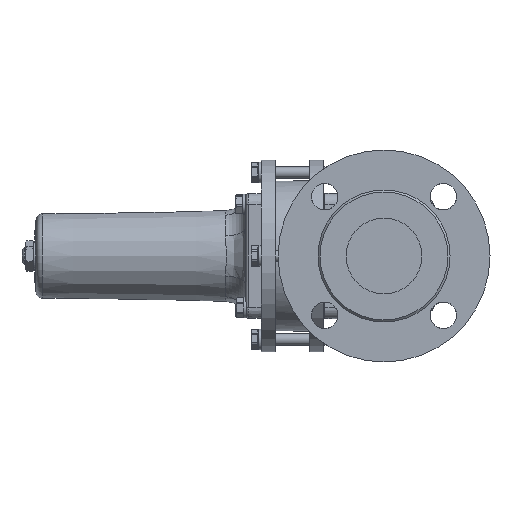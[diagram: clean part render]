
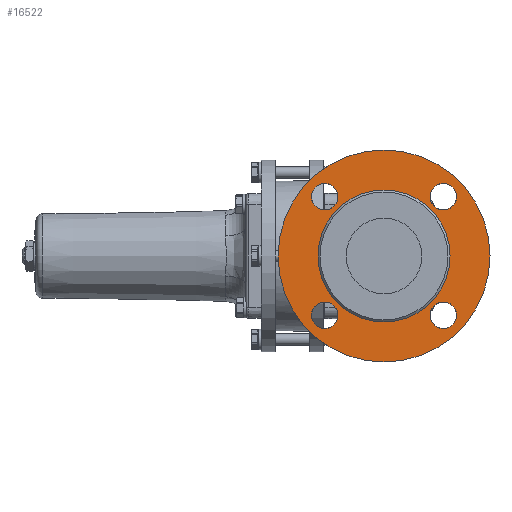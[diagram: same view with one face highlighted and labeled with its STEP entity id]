
A CAD part, left-side view. The second image highlights one B-rep face of the part: STEP entity #16522.
In plain terms, the highlighted planar face has unit normal (-1, 0, 0).
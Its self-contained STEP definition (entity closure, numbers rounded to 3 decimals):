
#577=FACE_BOUND('',#4429,.T.);
#578=FACE_BOUND('',#4430,.T.);
#579=FACE_BOUND('',#4431,.T.);
#580=FACE_BOUND('',#4432,.T.);
#581=FACE_BOUND('',#4433,.T.);
#861=PLANE('',#18037);
#3386=FACE_OUTER_BOUND('',#4428,.T.);
#4428=EDGE_LOOP('',(#14347));
#4429=EDGE_LOOP('',(#14348));
#4430=EDGE_LOOP('',(#14349));
#4431=EDGE_LOOP('',(#14350));
#4432=EDGE_LOOP('',(#14351));
#4433=EDGE_LOOP('',(#14352));
#5153=CIRCLE('',#18036,76.2);
#5154=CIRCLE('',#18038,9.55);
#5155=CIRCLE('',#18039,9.55);
#5156=CIRCLE('',#18040,9.55);
#5157=CIRCLE('',#18041,9.55);
#5158=CIRCLE('',#18042,47.45);
#7347=VERTEX_POINT('',#47181);
#7348=VERTEX_POINT('',#47185);
#7349=VERTEX_POINT('',#47187);
#7350=VERTEX_POINT('',#47189);
#7351=VERTEX_POINT('',#47191);
#7352=VERTEX_POINT('',#47193);
#9699=EDGE_CURVE('',#7347,#7347,#5153,.T.);
#9700=EDGE_CURVE('',#7348,#7348,#5154,.T.);
#9701=EDGE_CURVE('',#7349,#7349,#5155,.T.);
#9702=EDGE_CURVE('',#7350,#7350,#5156,.T.);
#9703=EDGE_CURVE('',#7351,#7351,#5157,.T.);
#9704=EDGE_CURVE('',#7352,#7352,#5158,.T.);
#14347=ORIENTED_EDGE('',*,*,#9699,.T.);
#14348=ORIENTED_EDGE('',*,*,#9700,.T.);
#14349=ORIENTED_EDGE('',*,*,#9701,.T.);
#14350=ORIENTED_EDGE('',*,*,#9702,.T.);
#14351=ORIENTED_EDGE('',*,*,#9703,.T.);
#14352=ORIENTED_EDGE('',*,*,#9704,.F.);
#16522=ADVANCED_FACE('',(#3386,#577,#578,#579,#580,#581),#861,.F.);
#18036=AXIS2_PLACEMENT_3D('',#47183,#21667,#21668);
#18037=AXIS2_PLACEMENT_3D('',#47184,#21669,#21670);
#18038=AXIS2_PLACEMENT_3D('',#47186,#21671,#21672);
#18039=AXIS2_PLACEMENT_3D('',#47188,#21673,#21674);
#18040=AXIS2_PLACEMENT_3D('',#47190,#21675,#21676);
#18041=AXIS2_PLACEMENT_3D('',#47192,#21677,#21678);
#18042=AXIS2_PLACEMENT_3D('',#47194,#21679,#21680);
#21667=DIRECTION('center_axis',(-1.,0.,0.));
#21668=DIRECTION('ref_axis',(0.,0.,
1.));
#21669=DIRECTION('center_axis',(1.,0.,0.));
#21670=DIRECTION('ref_axis',(0.,0.,
-1.));
#21671=DIRECTION('center_axis',(1.,0.,0.));
#21672=DIRECTION('ref_axis',(0.,1.,0.));
#21673=DIRECTION('center_axis',(1.,0.,0.));
#21674=DIRECTION('ref_axis',(0.,0.,
-1.));
#21675=DIRECTION('center_axis',(1.,0.,0.));
#21676=DIRECTION('ref_axis',(0.,-1.,0.));
#21677=DIRECTION('center_axis',(1.,0.,0.));
#21678=DIRECTION('ref_axis',(0.,0.,
1.));
#21679=DIRECTION('center_axis',(-1.,0.,0.));
#21680=DIRECTION('ref_axis',(0.,0.,
1.));
#47181=CARTESIAN_POINT('',(-113.5,-76.2,0.));
#47183=CARTESIAN_POINT('Origin',(-113.5,0.,0.));
#47184=CARTESIAN_POINT('Origin',(-113.5,76.2,0.));
#47185=CARTESIAN_POINT('',(-113.5,33.124,-42.674));
#47186=CARTESIAN_POINT('Origin',(-113.5,42.674,-42.674));
#47187=CARTESIAN_POINT('',(-113.5,-42.674,-33.124));
#47188=CARTESIAN_POINT('Origin',(-113.5,-42.674,-42.674));
#47189=CARTESIAN_POINT('',(-113.5,-33.124,42.674));
#47190=CARTESIAN_POINT('Origin',(-113.5,-42.674,42.674));
#47191=CARTESIAN_POINT('',(-113.5,42.674,33.124));
#47192=CARTESIAN_POINT('Origin',(-113.5,42.674,42.674));
#47193=CARTESIAN_POINT('',(-113.5,-47.45,0.));
#47194=CARTESIAN_POINT('Origin',(-113.5,0.,0.));
